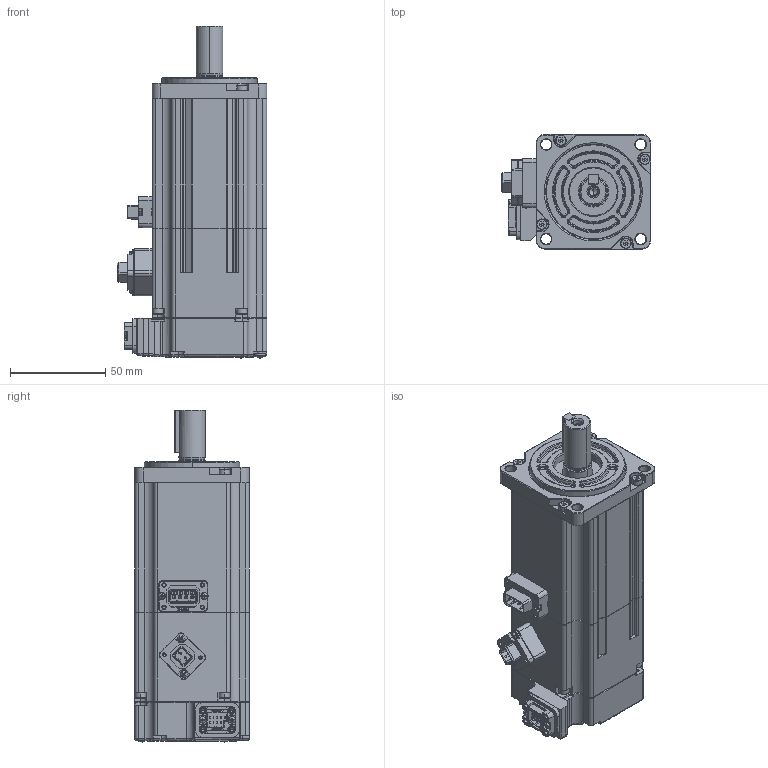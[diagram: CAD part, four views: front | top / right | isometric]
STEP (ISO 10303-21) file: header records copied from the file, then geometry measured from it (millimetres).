
FILE_DESCRIPTION (( 'STEP AP203' ), '1' );
FILE_NAME ('4611170001603.STEP', '2024-01-22T06:06:27', ( 'Windows User' ), ( 'P R C' ), 'SwSTEP 2.0', 'SolidWorks 2022', '' );
FILE_SCHEMA (( 'CONFIG_CONTROL_DESIGN' ));
Products named in the file (1): 4611170001603
Bounding box: 78.2 x 60 x 173.86 mm (x, y, z)
Surface area: 58132.5 mm2 (no closed solid volume)
Topology: 0 solids, 33 shells, 4246 faces, 11928 edges, 7698 vertices
Faces by surface type: plane 2322, cylinder 1331, bspline 334, cone 194, torus 61, sphere 4
Entity records: 153461 total; most frequent: CARTESIAN_POINT 48964, ORIENTED_EDGE 23195, DIRECTION 19441, EDGE_CURVE 11864, VERTEX_POINT 7694, LINE 6863, VECTOR 6863, AXIS2_PLACEMENT_3D 6289
